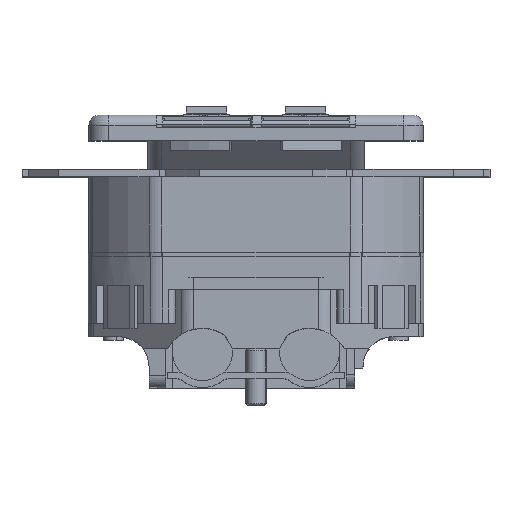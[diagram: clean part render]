
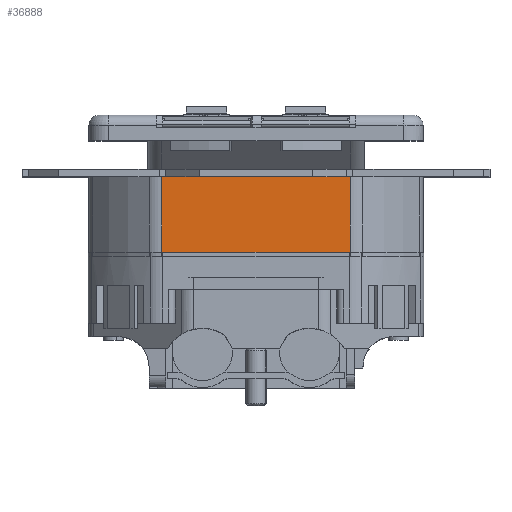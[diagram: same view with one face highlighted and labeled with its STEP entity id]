
A CAD part, top view. The second image highlights one B-rep face of the part: STEP entity #36888.
In plain terms, the highlighted planar face has unit normal (0, 0, 1).
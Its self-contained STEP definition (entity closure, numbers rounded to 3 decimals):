
#12933 = CARTESIAN_POINT ( 'NONE',  ( -14.08, 0., 25. ) ) ;
#13190 = CARTESIAN_POINT ( 'NONE',  ( -14.08, 13., 25. ) ) ;
#13191 = LINE ( 'NONE', #13190, #13237 ) ;
#13236 = DIRECTION ( 'NONE',  ( 0., -1., 0. ) ) ;
#13237 = VECTOR ( 'NONE', #13236, 1000. ) ;
#13270 = CARTESIAN_POINT ( 'NONE',  ( 13.5, 11.9, 25. ) ) ;
#13326 = LINE ( 'NONE', #13338, #13337 ) ;
#13333 = CARTESIAN_POINT ( 'NONE',  ( -14.08, 0., 25. ) ) ;
#13335 = CARTESIAN_POINT ( 'NONE',  ( -13.5, 11.9, 25. ) ) ;
#13336 = DIRECTION ( 'NONE',  ( 0., 1., 0. ) ) ;
#13337 = VECTOR ( 'NONE', #13336, 1000. ) ;
#13338 = CARTESIAN_POINT ( 'NONE',  ( -13.5, 11.9, 25. ) ) ;
#13339 = AXIS2_PLACEMENT_3D ( 'NONE', #13352, #13381, #13368 ) ;
#13343 = DIRECTION ( 'NONE',  ( 0., 1., 0. ) ) ;
#13344 = VECTOR ( 'NONE', #13343, 1000. ) ;
#13345 = CARTESIAN_POINT ( 'NONE',  ( 13.5, 11.9, 25. ) ) ;
#13346 = LINE ( 'NONE', #13345, #13344 ) ;
#13352 = CARTESIAN_POINT ( 'NONE',  ( -14.08, 13., 25. ) ) ;
#13366 = DIRECTION ( 'NONE',  ( 1., 0., 0. ) ) ;
#13367 = VECTOR ( 'NONE', #13366, 1000. ) ;
#13368 = DIRECTION ( 'NONE',  ( -1., 0., 0. ) ) ;
#13369 = PLANE ( 'NONE',  #13339 ) ;
#13371 = FACE_OUTER_BOUND ( 'NONE', #36640, .T. ) ;
#13372 = LINE ( 'NONE', #13333, #13367 ) ;
#13381 = DIRECTION ( 'NONE',  ( 0., 0., -1. ) ) ;
#13397 = DIRECTION ( 'NONE',  ( -1., 0., 0. ) ) ;
#13398 = VECTOR ( 'NONE', #13397, 1000. ) ;
#13408 = LINE ( 'NONE', #13409, #13398 ) ;
#13409 = CARTESIAN_POINT ( 'NONE',  ( 13.5, 11.9, 25. ) ) ;
#13421 = CARTESIAN_POINT ( 'NONE',  ( 14.08, 0., 25. ) ) ;
#13422 = DIRECTION ( 'NONE',  ( 0., -1., 0. ) ) ;
#13423 = VECTOR ( 'NONE', #13422, 1000. ) ;
#13424 = CARTESIAN_POINT ( 'NONE',  ( 14.08, 13., 25. ) ) ;
#13430 = LINE ( 'NONE', #13424, #13423 ) ;
#21631 = CARTESIAN_POINT ( 'NONE',  ( 13.5, 13., 25. ) ) ;
#36075 = VERTEX_POINT ( 'NONE', #12933 ) ;
#36349 = EDGE_CURVE ( 'NONE', #66417, #36075, #13191, .T. ) ;
#36374 = ORIENTED_EDGE ( 'NONE', *, *, #66225, .F. ) ;
#36388 = VERTEX_POINT ( 'NONE', #13270 ) ;
#36621 = ORIENTED_EDGE ( 'NONE', *, *, #36899, .T. ) ;
#36640 = EDGE_LOOP ( 'NONE', ( #36374, #36903, #36621, #37006, #36889, #37075, #36884, #36646 ) ) ;
#36642 = EDGE_CURVE ( 'NONE', #36388, #47770, #13346, .T. ) ;
#36645 = EDGE_CURVE ( 'NONE', #36885, #66249, #13326, .T. ) ;
#36646 = ORIENTED_EDGE ( 'NONE', *, *, #37004, .F. ) ;
#36884 = ORIENTED_EDGE ( 'NONE', *, *, #36892, .T. ) ;
#36885 = VERTEX_POINT ( 'NONE', #13335 ) ;
#36888 = ADVANCED_FACE ( 'NONE', ( #13371 ), #13369, .F. ) ;
#36889 = ORIENTED_EDGE ( 'NONE', *, *, #67474, .F. ) ;
#36892 = EDGE_CURVE ( 'NONE', #36075, #37076, #13372, .T. ) ;
#36899 = EDGE_CURVE ( 'NONE', #36388, #36885, #13408, .T. ) ;
#36903 = ORIENTED_EDGE ( 'NONE', *, *, #36642, .F. ) ;
#37004 = EDGE_CURVE ( 'NONE', #66204, #37076, #13430, .T. ) ;
#37006 = ORIENTED_EDGE ( 'NONE', *, *, #36645, .T. ) ;
#37075 = ORIENTED_EDGE ( 'NONE', *, *, #36349, .T. ) ;
#37076 = VERTEX_POINT ( 'NONE', #13421 ) ;
#47442 = CARTESIAN_POINT ( 'NONE',  ( 14.08, 13., 25. ) ) ;
#47545 = DIRECTION ( 'NONE',  ( 1., 0., 0. ) ) ;
#47546 = VECTOR ( 'NONE', #47545, 1000. ) ;
#47547 = CARTESIAN_POINT ( 'NONE',  ( -14.08, 13., 25. ) ) ;
#47548 = LINE ( 'NONE', #47547, #47546 ) ;
#47624 = CARTESIAN_POINT ( 'NONE',  ( -13.5, 13., 25. ) ) ;
#47770 = VERTEX_POINT ( 'NONE', #21631 ) ;
#48347 = CARTESIAN_POINT ( 'NONE',  ( -14.08, 13., 25. ) ) ;
#50035 = CARTESIAN_POINT ( 'NONE',  ( -14.08, 13., 25. ) ) ;
#50036 = LINE ( 'NONE', #50035, #50078 ) ;
#50077 = DIRECTION ( 'NONE',  ( 1., 0., 0. ) ) ;
#50078 = VECTOR ( 'NONE', #50077, 1000. ) ;
#66204 = VERTEX_POINT ( 'NONE', #47442 ) ;
#66225 = EDGE_CURVE ( 'NONE', #47770, #66204, #47548, .T. ) ;
#66249 = VERTEX_POINT ( 'NONE', #47624 ) ;
#66417 = VERTEX_POINT ( 'NONE', #48347 ) ;
#67474 = EDGE_CURVE ( 'NONE', #66417, #66249, #50036, .T. ) ;
